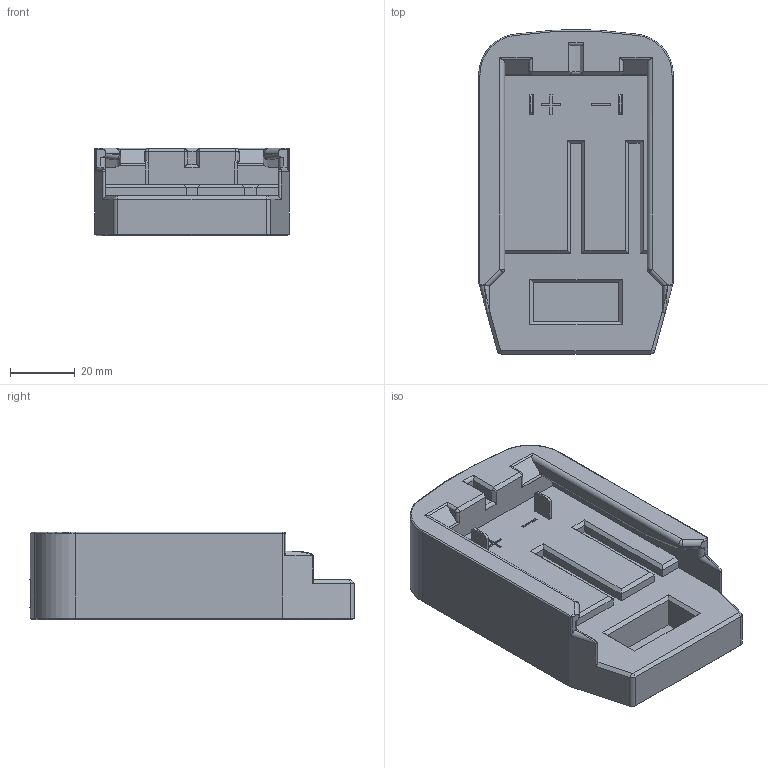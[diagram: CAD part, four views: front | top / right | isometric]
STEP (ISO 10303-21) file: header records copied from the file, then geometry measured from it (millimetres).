
FILE_DESCRIPTION(/* description */ ('Unknown'),/* implementation_level */ '2;1');
FILE_NAME(/* name */ 'V20_Battery_Adapter_V1.0',/* time_stamp */ '2022-04-24T14:05:31-04:00',/* author */ ('Unknown'),/* organization */ ('Unknown'),/* preprocessor_version */ 'ST-DEVELOPER v16.7',/* originating_system */ 'Solid Edge',/* authorisation */ 'Unknown');
FILE_SCHEMA (('AUTOMOTIVE_DESIGN {1 0 10303 214 3 1 1}'));
Length unit declared in the file: millimetre
Products named in the file (8): Battery Adapter Assembly; 8013K12_High-Temperature Quick-Disconnect Terminals; M3 Threaded Insert; M3x6 BHCS; Battery Interface - Anderson; Plug Cover - For Anderson; Anderson PP15-30-45_Red; Anderson PP15-30-45_Black
Assembly tree (10 placements, depth 2):
  Battery Adapter Assembly
    8013K12_High-Temperature Quick-Disconnect Terminals  x2
    M3 Threaded Insert  x2
    M3x6 BHCS  x2
    Battery Interface - Anderson
    Plug Cover - For Anderson
    Anderson PP15-30-45_Red
    Anderson PP15-30-45_Black
Bounding box: 60 x 99.97 x 27 mm (x, y, z)
Volume: 89242.7 mm3; surface area: 33526.8 mm2
Topology: 12 solids, 12 shells, 848 faces, 2257 edges, 1441 vertices
Faces by surface type: plane 460, bspline 192, cylinder 147, cone 34, sphere 12, torus 3
Full cylindrical faces by diameter (mm): 1.5 x4, 2 x2, 2.286 x2, 2.9 x2, 3 x2, 3.099 x2, 3.5 x2, 4.2 x2, 4.25 x2, 4.6 x2, 4.7 x2, 5.7 x2, 6 x2
Entity records: 22505 total; most frequent: CARTESIAN_POINT 6479, ORIENTED_EDGE 3466, DIRECTION 2897, EDGE_CURVE 1733, LINE 1171, VECTOR 1171, VERTEX_POINT 1124, AXIS2_PLACEMENT_3D 863
